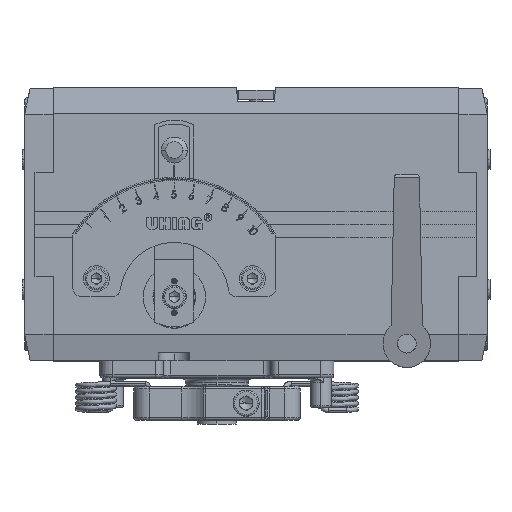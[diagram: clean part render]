
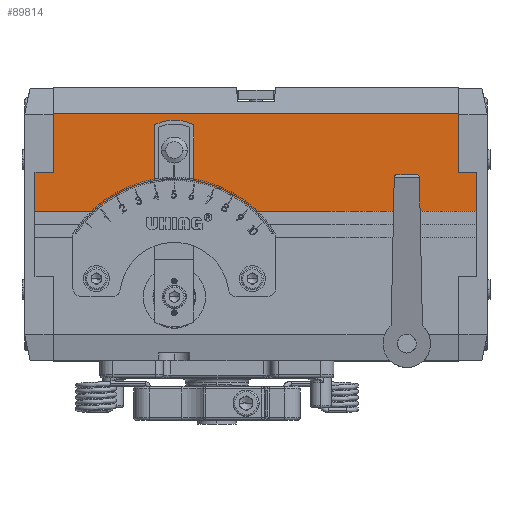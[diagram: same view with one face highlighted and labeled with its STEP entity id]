
A CAD part, top view. The second image highlights one B-rep face of the part: STEP entity #89814.
In plain terms, the highlighted planar face has unit normal (0, 0, 1).
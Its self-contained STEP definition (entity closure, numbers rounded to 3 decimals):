
#4175 = DIRECTION ( 'NONE',  ( 0., 1., 0. ) ) ;
#4287 = VERTEX_POINT ( 'NONE', #160344 ) ;
#8077 = DIRECTION ( 'NONE',  ( 1., 0., 0. ) ) ;
#8513 = ORIENTED_EDGE ( 'NONE', *, *, #153769, .F. ) ;
#9764 = DIRECTION ( 'NONE',  ( 0., 1., 0. ) ) ;
#10851 = CARTESIAN_POINT ( 'NONE',  ( -85., 57.5, 43. ) ) ;
#11478 = EDGE_CURVE ( 'NONE', #26799, #141882, #133042, .T. ) ;
#13148 = ORIENTED_EDGE ( 'NONE', *, *, #140412, .F. ) ;
#13309 = VERTEX_POINT ( 'NONE', #46571 ) ;
#13379 = CARTESIAN_POINT ( 'NONE',  ( -78., 95., 43. ) ) ;
#13772 = DIRECTION ( 'NONE',  ( 0., 0., -1. ) ) ;
#15933 = VERTEX_POINT ( 'NONE', #40922 ) ;
#18128 = ORIENTED_EDGE ( 'NONE', *, *, #138919, .F. ) ;
#18286 = LINE ( 'NONE', #105207, #164850 ) ;
#18339 = CARTESIAN_POINT ( 'NONE',  ( -78., 105., 43. ) ) ;
#21070 = CARTESIAN_POINT ( 'NONE',  ( 78., 105., 43. ) ) ;
#26799 = VERTEX_POINT ( 'NONE', #76937 ) ;
#28867 = VECTOR ( 'NONE', #4175, 1000. ) ;
#31292 = VECTOR ( 'NONE', #90116, 1000. ) ;
#35457 = VERTEX_POINT ( 'NONE', #130190 ) ;
#36365 = DIRECTION ( 'NONE',  ( 1., 0., 0. ) ) ;
#40193 = FACE_OUTER_BOUND ( 'NONE', #170981, .T. ) ;
#40922 = CARTESIAN_POINT ( 'NONE',  ( 85., 72.5, 43. ) ) ;
#43518 = VECTOR ( 'NONE', #8077, 1000. ) ;
#44502 = VECTOR ( 'NONE', #9764, 1000. ) ;
#45094 = ORIENTED_EDGE ( 'NONE', *, *, #68474, .T. ) ;
#45484 = ORIENTED_EDGE ( 'NONE', *, *, #162793, .T. ) ;
#46571 = CARTESIAN_POINT ( 'NONE',  ( 78., 72.5, 43. ) ) ;
#48531 = DIRECTION ( 'NONE',  ( 0., 1., 0. ) ) ;
#50542 = CARTESIAN_POINT ( 'NONE',  ( -85., 95., 43. ) ) ;
#54086 = CARTESIAN_POINT ( 'NONE',  ( -85., 95., 43. ) ) ;
#65503 = VECTOR ( 'NONE', #72292, 1000. ) ;
#68474 = EDGE_CURVE ( 'NONE', #108580, #35457, #139279, .T. ) ;
#72055 = ORIENTED_EDGE ( 'NONE', *, *, #11478, .F. ) ;
#72292 = DIRECTION ( 'NONE',  ( 1., 0., 0. ) ) ;
#76937 = CARTESIAN_POINT ( 'NONE',  ( -85., 72.5, 43. ) ) ;
#79196 = CARTESIAN_POINT ( 'NONE',  ( -78., 72.5, 43. ) ) ;
#88319 = LINE ( 'NONE', #161937, #65503 ) ;
#89814 = ADVANCED_FACE ( 'NONE', ( #40193 ), #127028, .F. ) ;
#90116 = DIRECTION ( 'NONE',  ( 0., -1., 0. ) ) ;
#92932 = VERTEX_POINT ( 'NONE', #13379 ) ;
#105207 = CARTESIAN_POINT ( 'NONE',  ( 85., 95., 43. ) ) ;
#108580 = VERTEX_POINT ( 'NONE', #120451 ) ;
#108918 = LINE ( 'NONE', #54086, #44502 ) ;
#110588 = AXIS2_PLACEMENT_3D ( 'NONE', #143066, #13772, #186595 ) ;
#120451 = CARTESIAN_POINT ( 'NONE',  ( -85., 57.5, 43. ) ) ;
#127028 = PLANE ( 'NONE',  #110588 ) ;
#129324 = EDGE_CURVE ( 'NONE', #13309, #15933, #88319, .T. ) ;
#130190 = CARTESIAN_POINT ( 'NONE',  ( 85., 57.5, 43. ) ) ;
#133042 = LINE ( 'NONE', #157680, #177064 ) ;
#137091 = EDGE_CURVE ( 'NONE', #92932, #4287, #179972, .T. ) ;
#138919 = EDGE_CURVE ( 'NONE', #141882, #92932, #161921, .T. ) ;
#139279 = LINE ( 'NONE', #10851, #43518 ) ;
#140412 = EDGE_CURVE ( 'NONE', #108580, #26799, #108918, .T. ) ;
#141882 = VERTEX_POINT ( 'NONE', #79196 ) ;
#143066 = CARTESIAN_POINT ( 'NONE',  ( -85., 95., 43. ) ) ;
#144375 = DIRECTION ( 'NONE',  ( 1., 0., 0. ) ) ;
#153769 = EDGE_CURVE ( 'NONE', #4287, #13309, #176071, .T. ) ;
#157680 = CARTESIAN_POINT ( 'NONE',  ( -85., 72.5, 43. ) ) ;
#160344 = CARTESIAN_POINT ( 'NONE',  ( 78., 95., 43. ) ) ;
#161921 = LINE ( 'NONE', #18339, #28867 ) ;
#161937 = CARTESIAN_POINT ( 'NONE',  ( 85., 72.5, 43. ) ) ;
#162793 = EDGE_CURVE ( 'NONE', #35457, #15933, #18286, .T. ) ;
#164850 = VECTOR ( 'NONE', #48531, 1000. ) ;
#165676 = ORIENTED_EDGE ( 'NONE', *, *, #137091, .F. ) ;
#170981 = EDGE_LOOP ( 'NONE', ( #165676, #18128, #72055, #13148, #45094, #45484, #185704, #8513 ) ) ;
#175453 = VECTOR ( 'NONE', #36365, 1000. ) ;
#176071 = LINE ( 'NONE', #21070, #31292 ) ;
#177064 = VECTOR ( 'NONE', #144375, 1000. ) ;
#179972 = LINE ( 'NONE', #50542, #175453 ) ;
#185704 = ORIENTED_EDGE ( 'NONE', *, *, #129324, .F. ) ;
#186595 = DIRECTION ( 'NONE',  ( 1., 0., 0. ) ) ;
